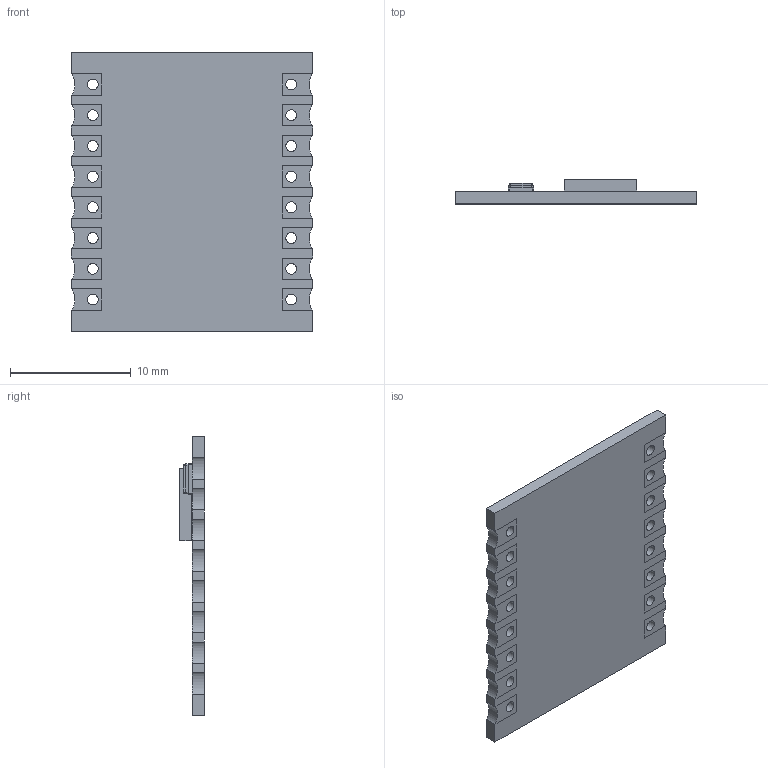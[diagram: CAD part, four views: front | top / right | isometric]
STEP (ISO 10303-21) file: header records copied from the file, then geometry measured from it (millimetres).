
FILE_DESCRIPTION(/* description */ (''),/* implementation_level */ '2;1');
FILE_NAME(/* name */ 'RF Solutions RF-LORA-868-SO v2.step',/* time_stamp */ '2018-10-13T21:03:11+02:00',/* author */ ('specialized864'),/* organization */ (''),/* preprocessor_version */ 'ST-DEVELOPER v17.2',/* originating_system */ 'Autodesk Translation Framework v7.6.0.251',/* authorisation */ '');
FILE_SCHEMA (('AUTOMOTIVE_DESIGN { 1 0 10303 214 3 1 1 }'));
Length unit declared in the file: millimetre
Products named in the file (4): RF Solutions RF-LORA-868-SO; Component1; QFN28; 4-SMD
Assembly tree (3 placements, depth 2):
  RF Solutions RF-LORA-868-SO
    Component1
    QFN28
    4-SMD
Bounding box: 19.95 x 2.03 x 23.15 mm (x, y, z)
Volume: 488.9 mm3; surface area: 1376.4 mm2
Topology: 20 solids, 20 shells, 414 faces, 1027 edges, 685 vertices
Faces by surface type: plane 368, cylinder 29, bspline 17
Full cylindrical faces by diameter (mm): 0.9 x17
Entity records: 12986 total; most frequent: CARTESIAN_POINT 2762, ORIENTED_EDGE 2054, DIRECTION 1860, EDGE_CURVE 1027, LINE 934, VECTOR 934, VERTEX_POINT 685, EDGE_LOOP 480
